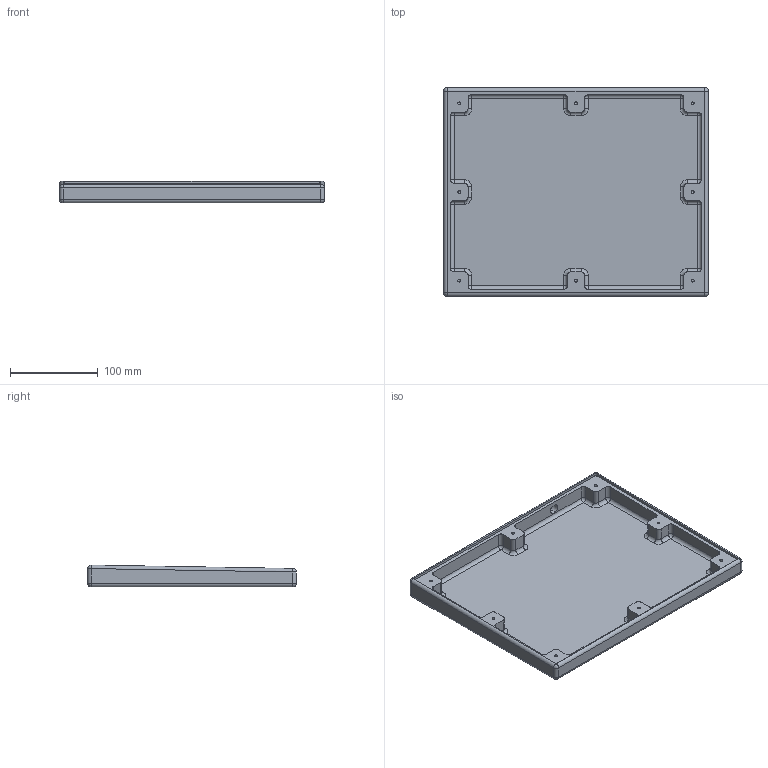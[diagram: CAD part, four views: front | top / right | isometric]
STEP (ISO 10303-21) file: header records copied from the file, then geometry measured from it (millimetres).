
FILE_DESCRIPTION(/* description */ (''),/* implementation_level */ '2;1');
FILE_NAME(/* name */ 'Fighting Controller Case CNC v1.step',/* time_stamp */ '2024-11-06T18:01:14+09:00',/* author */ (''),/* organization */ (''),/* preprocessor_version */ 'ST-DEVELOPER v20',/* originating_system */ 'Autodesk Translation Framework v13.20.0.188',/* authorisation */ '');
FILE_SCHEMA (('AUTOMOTIVE_DESIGN { 1 0 10303 214 3 1 1 }'));
Length unit declared in the file: millimetre
Products named in the file (1): Fighting Controller Case CNC
Bounding box: 302.69 x 238.4 x 24.93 mm (x, y, z)
Volume: 360925 mm3; surface area: 187772.9 mm2
Topology: 1 solids, 1 shells, 170 faces, 393 edges, 226 vertices
Faces by surface type: cylinder 82, plane 44, sphere 24, torus 12, cone 8
Full cylindrical faces by diameter (mm): 3.332 x8
Entity records: 4748 total; most frequent: DIRECTION 901, CARTESIAN_POINT 788, ORIENTED_EDGE 770, EDGE_CURVE 385, AXIS2_PLACEMENT_3D 347, VERTEX_POINT 226, LINE 207, VECTOR 207
